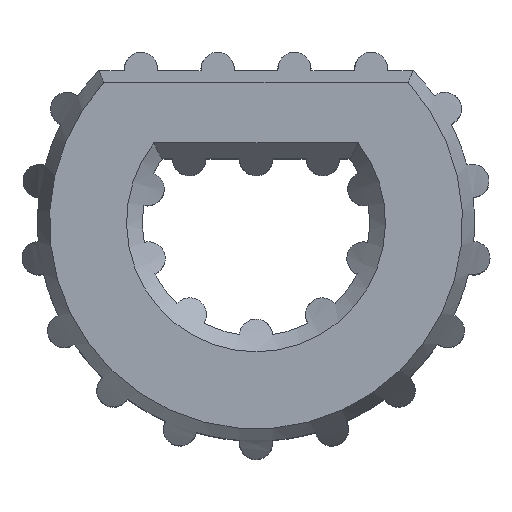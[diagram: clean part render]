
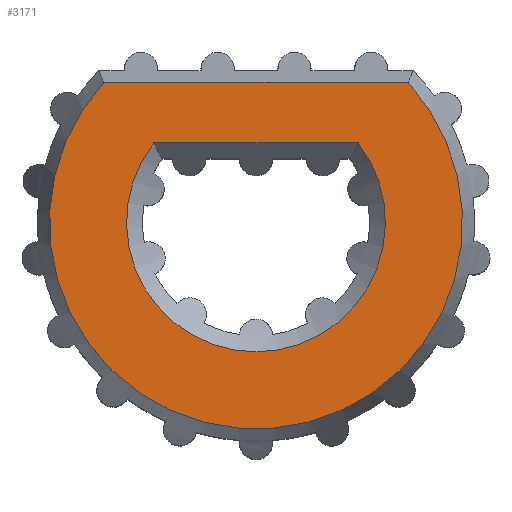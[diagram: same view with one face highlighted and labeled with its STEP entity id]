
A CAD part, top view. The second image highlights one B-rep face of the part: STEP entity #3171.
In plain terms, the highlighted planar face has unit normal (0, 0, 1).
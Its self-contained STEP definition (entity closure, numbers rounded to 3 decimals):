
#1182 = VERTEX_POINT('',#1183);
#1183 = CARTESIAN_POINT('',(-4.556,4.19,4.75));
#2469 = VERTEX_POINT('',#2470);
#2470 = CARTESIAN_POINT('',(4.556,4.19,4.75));
#2477 = EDGE_CURVE('',#1182,#2469,#2478,.T.);
#2478 = CIRCLE('',#2479,6.19);
#2479 = AXIS2_PLACEMENT_3D('',#2480,#2481,#2482);
#2480 = CARTESIAN_POINT('',(0.,0.,4.75));
#2481 = DIRECTION('',(0.,0.,1.));
#2482 = DIRECTION('',(-0.74,0.672,0.));
#3161 = EDGE_CURVE('',#1182,#2469,#3162,.T.);
#3162 = LINE('',#3163,#3164);
#3163 = CARTESIAN_POINT('',(-2.237,4.19,4.75));
#3164 = VECTOR('',#3165,1.);
#3165 = DIRECTION('',(1.,0.,0.));
#3171 = ADVANCED_FACE('',(#3172,#3176),#3195,.T.);
#3172 = FACE_BOUND('',#3173,.T.);
#3173 = EDGE_LOOP('',(#3174,#3175));
#3174 = ORIENTED_EDGE('',*,*,#3161,.F.);
#3175 = ORIENTED_EDGE('',*,*,#2477,.T.);
#3176 = FACE_BOUND('',#3177,.T.);
#3177 = EDGE_LOOP('',(#3178,#3189));
#3178 = ORIENTED_EDGE('',*,*,#3179,.F.);
#3179 = EDGE_CURVE('',#3180,#3182,#3184,.T.);
#3180 = VERTEX_POINT('',#3181);
#3181 = CARTESIAN_POINT('',(-3.064,2.38,4.75));
#3182 = VERTEX_POINT('',#3183);
#3183 = CARTESIAN_POINT('',(3.064,2.38,4.75));
#3184 = CIRCLE('',#3185,3.88);
#3185 = AXIS2_PLACEMENT_3D('',#3186,#3187,#3188);
#3186 = CARTESIAN_POINT('',(0.,0.,4.75));
#3187 = DIRECTION('',(0.,0.,1.));
#3188 = DIRECTION('',(-0.79,0.613,0.));
#3189 = ORIENTED_EDGE('',*,*,#3190,.T.);
#3190 = EDGE_CURVE('',#3180,#3182,#3191,.T.);
#3191 = LINE('',#3192,#3193);
#3192 = CARTESIAN_POINT('',(-3.064,2.38,4.75));
#3193 = VECTOR('',#3194,1.);
#3194 = DIRECTION('',(1.,0.,0.));
#3195 = PLANE('',#3196);
#3196 = AXIS2_PLACEMENT_3D('',#3197,#3198,#3199);
#3197 = CARTESIAN_POINT('',(0.042,-0.516,4.75));
#3198 = DIRECTION('',(0.,0.,1.));
#3199 = DIRECTION('',(1.,0.,0.));
